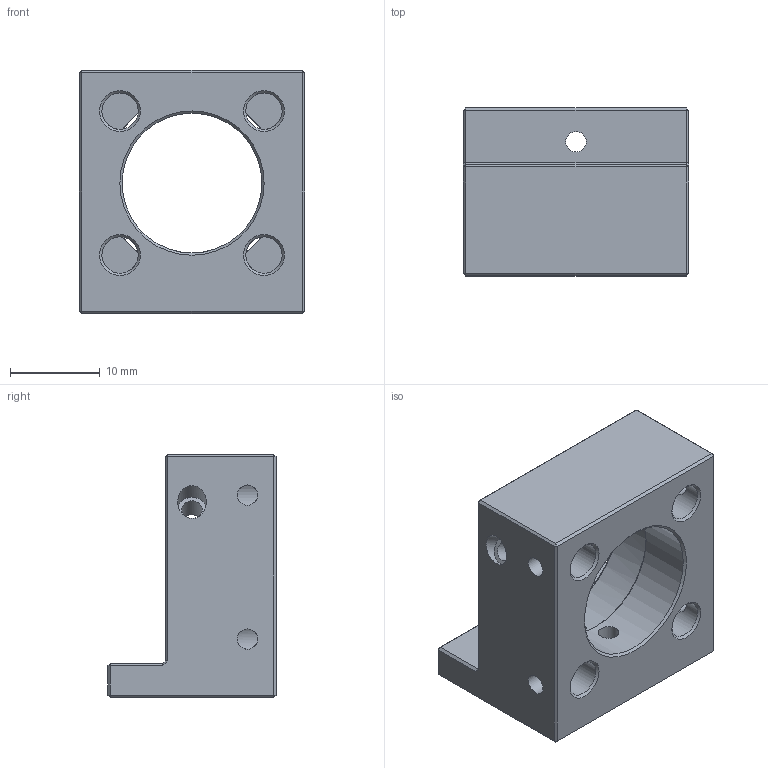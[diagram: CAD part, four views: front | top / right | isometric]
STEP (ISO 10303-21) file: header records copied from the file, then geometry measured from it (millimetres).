
FILE_DESCRIPTION(/* description */ ('STEP AP242','CAx-IF Rec.Pracs.---Representation and Presentation of Product Manufacturing Information (PMI)---4.0---2014-10-13','CAx-IF Rec.Pracs.---3D Tessellated Geometry---0.4---2014-09-14','2;1'),/* implementation_level */ '2;1');
FILE_NAME(/* name */ '630ce1d787a16343dfeefad5',/* time_stamp */ '2022-08-29T15:57:11+00:00',/* author */ (''),/* organization */ (''),/* preprocessor_version */ 'ST-DEVELOPER v18.102',/* originating_system */ ' ',/* authorisation */ ' ');
FILE_SCHEMA (('AP242_MANAGED_MODEL_BASED_3D_ENGINEERING_MIM_LF { 1 0 10303 442 1 1 4 }'));
Length unit declared in the file: metre
Products named in the file (1): 370 Input Fiber Mount
Bounding box: 25.04 x 18.69 x 27.03 mm (x, y, z)
Volume: 5469.5 mm3; surface area: 3726.4 mm2
Topology: 1 solids, 1 shells, 69 faces, 160 edges, 91 vertices
Faces by surface type: plane 45, cylinder 17, cone 7
Full cylindrical faces by diameter (mm): 2.261 x9, 3.175 x2, 4.039 x4, 15.541 x1, 19.507 x1
Entity records: 1838 total; most frequent: CARTESIAN_POINT 358, DIRECTION 302, ORIENTED_EDGE 252, EDGE_CURVE 126, EDGE_LOOP 120, FACE_BOUND 120, AXIS2_PLACEMENT_3D 114, VERTEX_POINT 82
